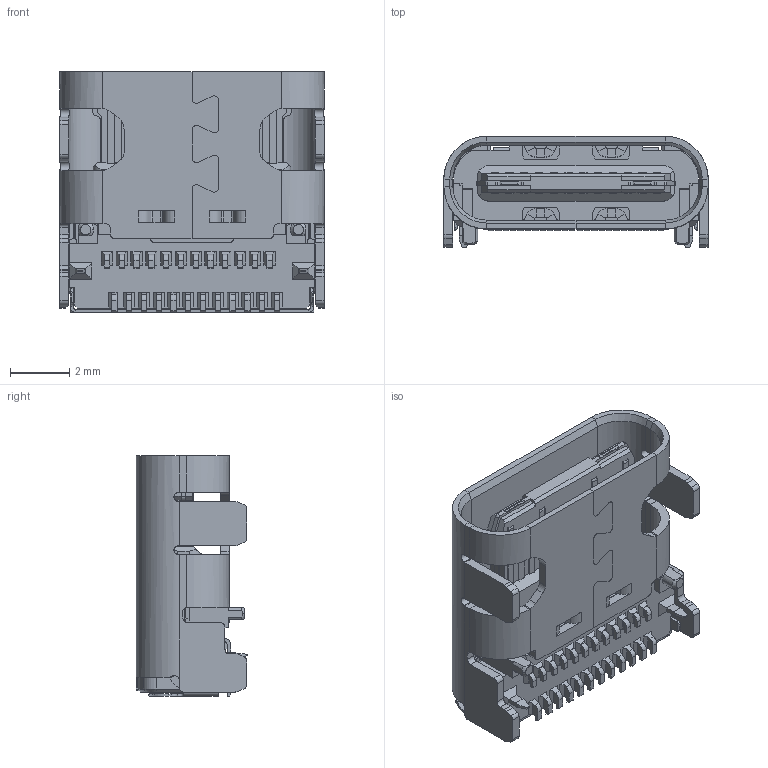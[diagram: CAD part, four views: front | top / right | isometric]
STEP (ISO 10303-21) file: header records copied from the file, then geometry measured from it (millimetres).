
FILE_DESCRIPTION (( 'STEP AP214' ), '1' );
FILE_NAME ('10137065-00021LF.STEP', '2023-04-24T09:36:26', ( '' ), ( '' ), 'SwSTEP 2.0', 'SolidWorks 2021', '' );
FILE_SCHEMA (( 'AUTOMOTIVE_DESIGN' ));
Length unit declared in the file: millimetre
Products named in the file (6): 10137065-00021LF; UNDER-CONTACT_SW0001^10137065-00021LF--3DModel-STEP-533217(2)_10137065-00021LF--3DModel-STEP-533217; REAR_SHIELD^10137065-00021LF--3DModel-STEP-533217(2)_10137065-00021LF--3DModel-STEP-533217; 10137065-00021LF--3DModel-STEP-533217(2)^10137065-00021LF--3DModel-STEP-533217; C_MOLDING_ASM_SW0002^10137065-00021LF--3DModel-STEP-533217(2)_10137065-00021LF--3DModel-STEP-533217; PRT0002^10137065-00021LF--3DModel-STEP-533217(2)_10137065-00021LF--3DModel-STEP-533217
Assembly tree (5 placements, depth 3):
  10137065-00021LF
    10137065-00021LF--3DModel-STEP-533217(2)^10137065-00021LF--3DModel-STEP-533217
      C_MOLDING_ASM_SW0002^10137065-00021LF--3DModel-STEP-533217(2)_10137065-00021LF--3DModel-STEP-533217
      UNDER-CONTACT_SW0001^10137065-00021LF--3DModel-STEP-533217(2)_10137065-00021LF--3DModel-STEP-533217
      REAR_SHIELD^10137065-00021LF--3DModel-STEP-533217(2)_10137065-00021LF--3DModel-STEP-533217
      PRT0002^10137065-00021LF--3DModel-STEP-533217(2)_10137065-00021LF--3DModel-STEP-533217
Bounding box: 8.94 x 3.77 x 8.15 mm (x, y, z)
Volume: 128.2 mm3; surface area: 669.5 mm2
Topology: 16 solids, 19 shells, 2050 faces, 5773 edges, 3716 vertices
Faces by surface type: plane 1303, cylinder 685, cone 24, bspline 22, sphere 16
Entity records: 67500 total; most frequent: CARTESIAN_POINT 13433, ORIENTED_EDGE 11546, DIRECTION 11055, EDGE_CURVE 5773, VECTOR 4105, LINE 4105, VERTEX_POINT 3716, AXIS2_PLACEMENT_3D 3475
